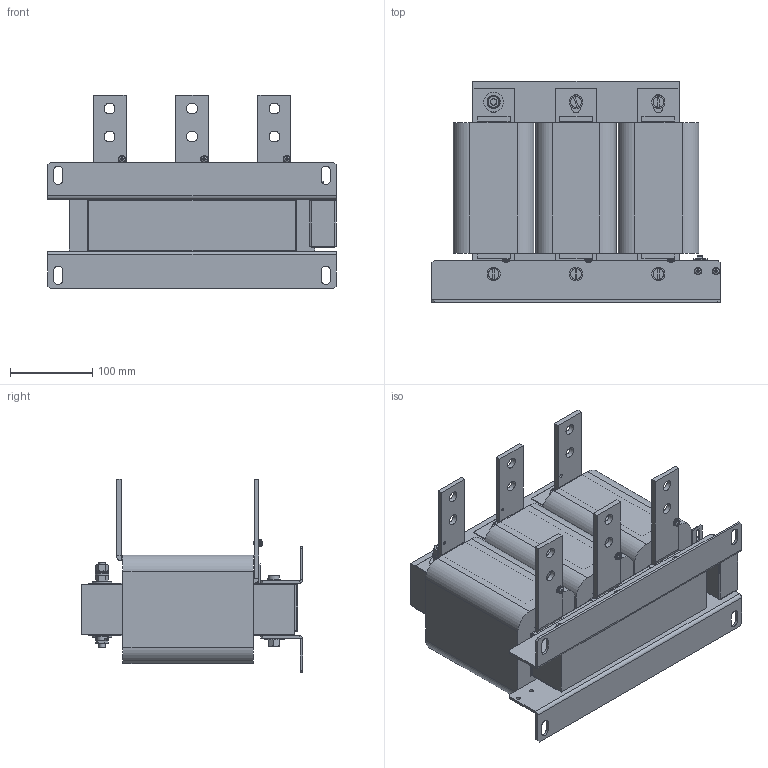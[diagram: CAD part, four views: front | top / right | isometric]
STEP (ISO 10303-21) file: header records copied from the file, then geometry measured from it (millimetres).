
FILE_DESCRIPTION (( 'STEP AP214' ), '1' );
FILE_NAME ('130B2851.STEP', '2015-02-12T10:19:30', ( 'EDV' ), ( 'Microsoft' ), 'SwSTEP 2.0', 'SolidWorks 2014', '' );
FILE_SCHEMA (( 'AUTOMOTIVE_DESIGN' ));
Length unit declared in the file: millimetre
Products named in the file (22): #142-0045; #020-1720; #040-1209; #144-0140; plain washer grade a_din_Washer DIN 125 - A 8.4; curved spring lock washer_din_Spring washer DIN 128 - A4; M8x80-DIN84; Luftspalt 2 f黵 B 0909037; 130B2851; plain washer large_din_Washer DIN 9021 - 8.4; hex nut gradec_din_Hexagon Nut ISO 4034 - M8 - N; #143-0138; curved spring lock washer_din_Spring washer DIN 128 - A8; M8x90-DIN84; plain washer grade a_din_Washer DIN 125 - A 4.3; #700-1265; #700-1264; pan head cross recess screw_din_ISO 7045 - M4 x 8 - Z --- 8N; Verguss f黵 #020-1720; Wickel B 0909037; Luftspalt 1 f黵 B 0909037
Assembly tree (93 placements, depth 2):
  130B2851
    Luftspalt 2 f黵 B 0909037  x12
    #142-0045
    Luftspalt 1 f黵 B 0909037  x2
    #143-0138  x15
    #142-0045
    #144-0140  x6
    #040-1209  x2
    #020-1720
    Verguss f黵 #020-1720
    Wickel B 0909037  x3
    #700-1264  x3
    #700-1265  x3
    hex nut gradec_din_Hexagon Nut ISO 4034 - M8 - N  x7
    plain washer large_din_Washer DIN 9021 - 8.4  x6
    plain washer grade a_din_Washer DIN 125 - A 8.4  x8
    pan head cross recess screw_din_ISO 7045 - M4 x 8 - Z --- 8N  x5
    curved spring lock washer_din_Spring washer DIN 128 - A8
    curved spring lock washer_din_Spring washer DIN 128 - A4  x5
    plain washer grade a_din_Washer DIN 125 - A 4.3  x5
    M8x80-DIN84  x5
    M8x90-DIN84
Bounding box: 350 x 268.3 x 234.5 mm (x, y, z)
Volume: 8022249.9 mm3; surface area: 1355865.3 mm2
Topology: 93 solids, 93 shells, 1450 faces, 3313 edges, 2087 vertices
Faces by surface type: plane 975, cylinder 225, cone 129, bspline 94, torus 22, sphere 5
Full cylindrical faces by diameter (mm): 3.7 x6, 4 x7, 4.3 x5, 4.5 x4, 5.758 x1, 6 x2, 6.8 x7, 8 x18, 8.4 x14, 9 x5, 11 x12, 13 x18, 16 x8, 24 x6
Entity records: 26164 total; most frequent: CARTESIAN_POINT 9223, ORIENTED_EDGE 2750, DIRECTION 2528, EDGE_CURVE 1375, VECTOR 940, LINE 940, VERTEX_POINT 905, AXIS2_PLACEMENT_3D 794
